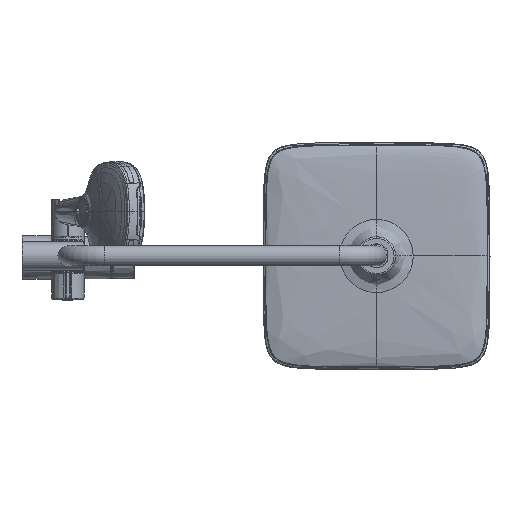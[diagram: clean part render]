
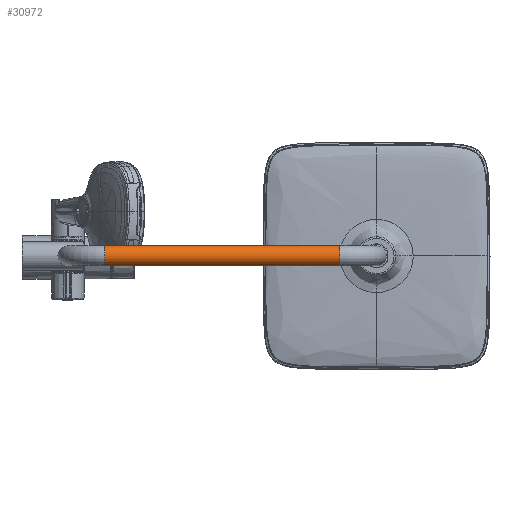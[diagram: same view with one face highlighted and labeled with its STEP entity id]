
A CAD part, top view. The second image highlights one B-rep face of the part: STEP entity #30972.
In plain terms, the highlighted cylindrical face has radius 11 mm (diameter 22 mm), a full revolution.
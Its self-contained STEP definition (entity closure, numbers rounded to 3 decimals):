
#6500=CYLINDRICAL_SURFACE('',#40288,11.);
#10206=ORIENTED_EDGE('',*,*,#16361,.T.);
#10207=ORIENTED_EDGE('',*,*,#16362,.F.);
#16361=EDGE_CURVE('',#20948,#20948,#23539,.F.);
#16362=EDGE_CURVE('',#20949,#20949,#23540,.F.);
#20948=VERTEX_POINT('',#85978);
#20949=VERTEX_POINT('',#85981);
#23539=CIRCLE('',#40287,11.);
#23540=CIRCLE('',#40289,11.);
#25157=EDGE_LOOP('',(#10206));
#25158=EDGE_LOOP('',(#10207));
#28265=FACE_BOUND('',#25157,.T.);
#28266=FACE_BOUND('',#25158,.T.);
#30972=ADVANCED_FACE('',(#28265,#28266),#6500,.T.);
#40287=AXIS2_PLACEMENT_3D('',#85977,#43248,#43249);
#40288=AXIS2_PLACEMENT_3D('',#85979,#43250,#43251);
#40289=AXIS2_PLACEMENT_3D('',#85980,#43252,#43253);
#43248=DIRECTION('',(1.,0.,0.));
#43249=DIRECTION('',(0.,0.,1.));
#43250=DIRECTION('',(1.,0.,0.));
#43251=DIRECTION('',(0.,0.,-1.));
#43252=DIRECTION('',(1.,0.,0.));
#43253=DIRECTION('',(0.,0.,1.));
#85977=CARTESIAN_POINT('',(299.55,0.,1023.3));
#85978=CARTESIAN_POINT('',(299.55,0.,1034.3));
#85979=CARTESIAN_POINT('',(40.55,0.,1023.3));
#85980=CARTESIAN_POINT('',(40.55,0.,1023.3));
#85981=CARTESIAN_POINT('',(40.55,0.,1034.3));
